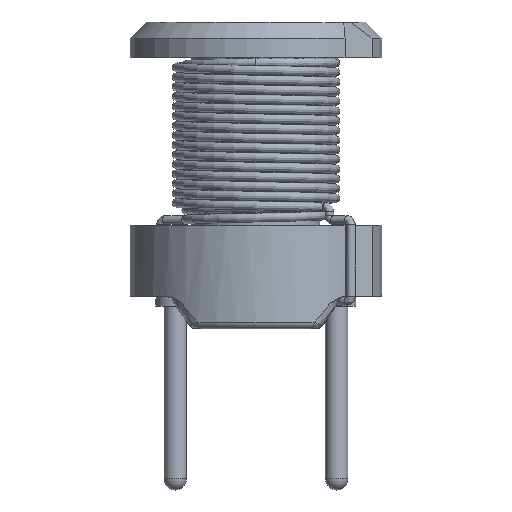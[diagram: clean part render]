
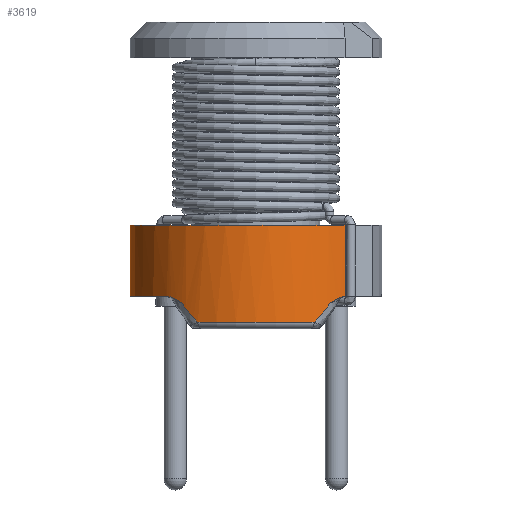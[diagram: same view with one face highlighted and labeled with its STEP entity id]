
A CAD part, front view. The second image highlights one B-rep face of the part: STEP entity #3619.
In plain terms, the highlighted cylindrical face has radius 3.9 mm (diameter 7.8 mm), a partial arc.
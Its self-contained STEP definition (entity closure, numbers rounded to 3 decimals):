
#31=ELLIPSE('',#3684,8.375,3.9);
#32=ELLIPSE('',#3685,8.375,3.9);
#135=LINE('',#8056,#359);
#149=LINE('',#8107,#373);
#359=VECTOR('',#3901,1000.);
#373=VECTOR('',#3923,1000.);
#666=B_SPLINE_CURVE_WITH_KNOTS('',3,(#9714,#9715,#9716,#9717,#9718,#9719,
#9720,#9721,#9722,#9723,#9724,#9725,#9726,#9727,#9728,#9729,#9730,#9731,
#9732,#9733,#9734,#9735,#9736,#9737),.UNSPECIFIED.,.F.,.F.,(4,2,2,2,2,1,
2,1,2,1,1,2,2,4),(0.,0.,0.,
0.,0.,0.,0.,
0.,0.001,0.001,0.001,
0.001,0.001,0.001),
 .UNSPECIFIED.);
#667=B_SPLINE_CURVE_WITH_KNOTS('',3,(#9738,#9739,#9740,#9741,#9742,#9743,
#9744,#9745,#9746,#9747,#9748,#9749,#9750,#9751,#9752,#9753,#9754,#9755,
#9756,#9757,#9758,#9759,#9760),.UNSPECIFIED.,.F.,.F.,(4,1,2,2,2,2,2,2,1,
2,1,2,4),(0.,0.,0.,0.,
0.,0.,0.,0.,
0.,0.001,0.001,0.001,
0.001),.UNSPECIFIED.);
#684=CYLINDRICAL_SURFACE('',#3796,3.9);
#1325=ORIENTED_EDGE('',*,*,#1451,.F.);
#1326=ORIENTED_EDGE('',*,*,#1705,.F.);
#1327=ORIENTED_EDGE('',*,*,#1453,.F.);
#1328=ORIENTED_EDGE('',*,*,#1706,.F.);
#1329=ORIENTED_EDGE('',*,*,#1425,.T.);
#1330=ORIENTED_EDGE('',*,*,#1481,.T.);
#1331=ORIENTED_EDGE('',*,*,#1442,.F.);
#1332=ORIENTED_EDGE('',*,*,#1702,.F.);
#1333=ORIENTED_EDGE('',*,*,#1707,.T.);
#1425=EDGE_CURVE('',#1767,#1766,#135,.T.);
#1442=EDGE_CURVE('',#1781,#1778,#149,.T.);
#1451=EDGE_CURVE('',#1785,#1786,#31,.T.);
#1453=EDGE_CURVE('',#1787,#1752,#32,.T.);
#1481=EDGE_CURVE('',#1766,#1778,#1980,.T.);
#1702=EDGE_CURVE('',#1945,#1781,#1988,.T.);
#1705=EDGE_CURVE('',#1752,#1785,#1991,.T.);
#1706=EDGE_CURVE('',#1767,#1787,#666,.T.);
#1707=EDGE_CURVE('',#1945,#1786,#667,.T.);
#1752=VERTEX_POINT('',#7974);
#1766=VERTEX_POINT('',#8055);
#1767=VERTEX_POINT('',#8057);
#1778=VERTEX_POINT('',#8101);
#1781=VERTEX_POINT('',#8106);
#1785=VERTEX_POINT('',#8276);
#1786=VERTEX_POINT('',#8278);
#1787=VERTEX_POINT('',#8356);
#1945=VERTEX_POINT('',#9642);
#1980=CIRCLE('',#3709,3.9);
#1988=CIRCLE('',#3791,3.9);
#1991=CIRCLE('',#3797,3.9);
#2179=EDGE_LOOP('',(#1325,#1326,#1327,#1328,#1329,#1330,#1331,#1332,#1333));
#2379=FACE_BOUND('',#2179,.T.);
#3619=ADVANCED_FACE('',(#2379),#684,.T.);
#3684=AXIS2_PLACEMENT_3D('',#8277,#3935,#3936);
#3685=AXIS2_PLACEMENT_3D('',#8355,#3937,#3938);
#3709=AXIS2_PLACEMENT_3D('',#8665,#3993,#3994);
#3791=AXIS2_PLACEMENT_3D('',#9643,#4344,#4345);
#3796=AXIS2_PLACEMENT_3D('',#9712,#4354,#4355);
#3797=AXIS2_PLACEMENT_3D('',#9713,#4356,#4357);
#3901=DIRECTION('',(0.,0.,1.));
#3923=DIRECTION('',(0.,0.,1.));
#3935=DIRECTION('',(-0.626,-0.626,-0.466));
#3936=DIRECTION('',(-0.329,-0.329,0.885));
#3937=DIRECTION('',(-0.626,-0.626,-0.466));
#3938=DIRECTION('',(-0.329,-0.329,0.885));
#3993=DIRECTION('',(0.,0.,-1.));
#3994=DIRECTION('',(1.,0.,0.));
#4344=DIRECTION('',(0.,0.,-1.));
#4345=DIRECTION('',(-0.895,0.446,0.));
#4354=DIRECTION('',(0.,0.,-1.));
#4355=DIRECTION('',(1.,0.,0.));
#4356=DIRECTION('',(0.,0.,-1.));
#4357=DIRECTION('',(-1.,0.,0.));
#7974=CARTESIAN_POINT('',(1.175,3.719,-3.));
#8055=CARTESIAN_POINT('',(0.,3.9,0.));
#8056=CARTESIAN_POINT('',(0.,3.9,-8.28));
#8057=CARTESIAN_POINT('',(0.,3.9,-2.2));
#8101=CARTESIAN_POINT('',(1.472,-3.612,0.));
#8106=CARTESIAN_POINT('',(1.472,-3.612,-2.2));
#8107=CARTESIAN_POINT('',(1.472,-3.612,-8.28));
#8276=CARTESIAN_POINT('',(3.719,1.175,-3.));
#8277=CARTESIAN_POINT('',(0.,0.,3.577));
#8278=CARTESIAN_POINT('',(3.855,0.593,-2.4));
#8355=CARTESIAN_POINT('',(0.,0.,3.577));
#8356=CARTESIAN_POINT('',(0.593,3.855,-2.4));
#8665=CARTESIAN_POINT('',(0.,0.,0.));
#9642=CARTESIAN_POINT('',(3.9,-0.012,-2.2));
#9643=CARTESIAN_POINT('',(0.,0.,-2.2));
#9712=CARTESIAN_POINT('',(0.,0.,-3.2));
#9713=CARTESIAN_POINT('',(0.,0.,-3.));
#9714=CARTESIAN_POINT('',(0.,3.9,-2.2));
#9715=CARTESIAN_POINT('',(0.027,3.9,-2.201));
#9716=CARTESIAN_POINT('',(0.053,3.9,-2.203));
#9717=CARTESIAN_POINT('',(0.105,3.899,-2.211));
#9718=CARTESIAN_POINT('',(0.13,3.898,-2.217));
#9719=CARTESIAN_POINT('',(0.181,3.896,-2.23));
#9720=CARTESIAN_POINT('',(0.206,3.895,-2.237));
#9721=CARTESIAN_POINT('',(0.244,3.892,-2.25));
#9722=CARTESIAN_POINT('',(0.256,3.892,-2.254));
#9723=CARTESIAN_POINT('',(0.281,3.89,-2.263));
#9724=CARTESIAN_POINT('',(0.318,3.887,-2.277));
#9725=CARTESIAN_POINT('',(0.355,3.884,-2.292));
#9726=CARTESIAN_POINT('',(0.403,3.879,-2.312));
#9727=CARTESIAN_POINT('',(0.451,3.874,-2.333));
#9728=CARTESIAN_POINT('',(0.498,3.868,-2.356));
#9729=CARTESIAN_POINT('',(0.534,3.863,-2.372));
#9730=CARTESIAN_POINT('',(0.551,3.861,-2.381));
#9731=CARTESIAN_POINT('',(0.572,3.858,-2.39));
#9732=CARTESIAN_POINT('',(0.581,3.856,-2.394));
#9733=CARTESIAN_POINT('',(0.585,3.856,-2.397));
#9734=CARTESIAN_POINT('',(0.587,3.856,-2.397));
#9735=CARTESIAN_POINT('',(0.59,3.855,-2.399));
#9736=CARTESIAN_POINT('',(0.591,3.855,-2.399));
#9737=CARTESIAN_POINT('',(0.593,3.855,-2.4));
#9738=CARTESIAN_POINT('',(3.9,-0.012,-2.2));
#9739=CARTESIAN_POINT('',(3.9,0.001,-2.2));
#9740=CARTESIAN_POINT('',(3.9,0.028,-2.201));
#9741=CARTESIAN_POINT('',(3.9,0.055,-2.204));
#9742=CARTESIAN_POINT('',(3.899,0.095,-2.209));
#9743=CARTESIAN_POINT('',(3.898,0.121,-2.215));
#9744=CARTESIAN_POINT('',(3.897,0.16,-2.224));
#9745=CARTESIAN_POINT('',(3.896,0.173,-2.228));
#9746=CARTESIAN_POINT('',(3.895,0.199,-2.235));
#9747=CARTESIAN_POINT('',(3.894,0.212,-2.239));
#9748=CARTESIAN_POINT('',(3.892,0.25,-2.251));
#9749=CARTESIAN_POINT('',(3.89,0.275,-2.26));
#9750=CARTESIAN_POINT('',(3.886,0.325,-2.28));
#9751=CARTESIAN_POINT('',(3.884,0.35,-2.29));
#9752=CARTESIAN_POINT('',(3.88,0.399,-2.311));
#9753=CARTESIAN_POINT('',(3.874,0.448,-2.332));
#9754=CARTESIAN_POINT('',(3.868,0.496,-2.355));
#9755=CARTESIAN_POINT('',(3.863,0.533,-2.372));
#9756=CARTESIAN_POINT('',(3.861,0.551,-2.38));
#9757=CARTESIAN_POINT('',(3.858,0.569,-2.389));
#9758=CARTESIAN_POINT('',(3.857,0.581,-2.394));
#9759=CARTESIAN_POINT('',(3.856,0.587,-2.397));
#9760=CARTESIAN_POINT('',(3.855,0.593,-2.4));
